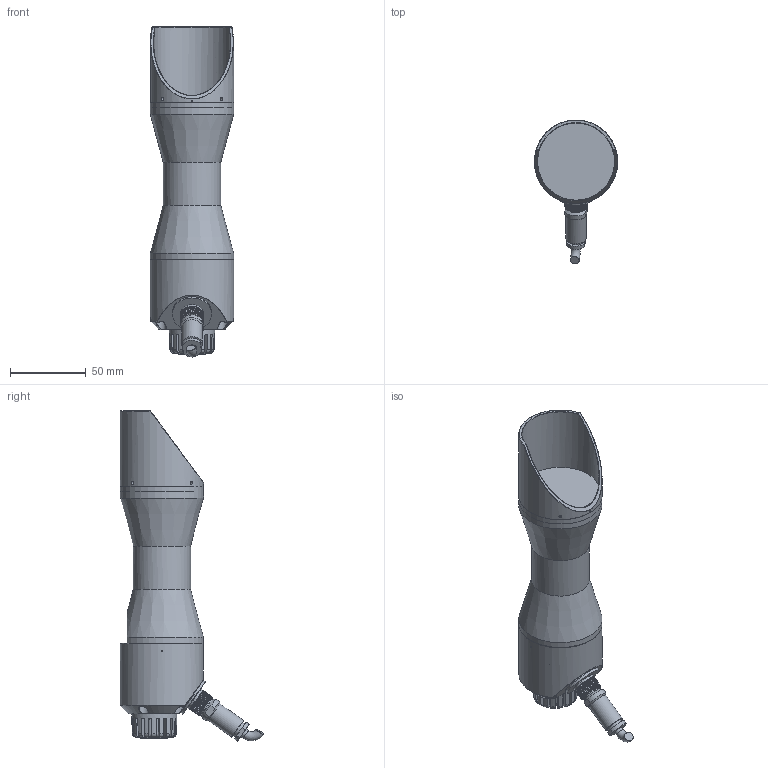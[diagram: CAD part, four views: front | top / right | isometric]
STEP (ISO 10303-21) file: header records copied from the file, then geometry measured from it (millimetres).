
FILE_DESCRIPTION (( 'STEP AP203' ), '1' );
FILE_NAME ('MS-56_Model.STEP', '2020-09-29T08:21:17', ( '' ), ( '' ), 'SwSTEP 2.0', 'SolidWorks 2017', '' );
FILE_SCHEMA (( 'CONFIG_CONTROL_DESIGN' ));
Length unit declared in the file: millimetre
Products named in the file (1): MS-56_Model
Bounding box: 55 x 94.8 x 218.03 mm (x, y, z)
Volume: 315240 mm3; surface area: 63674 mm2
Topology: 9 solids, 9 shells, 412 faces, 1091 edges, 711 vertices
Faces by surface type: plane 213, cylinder 113, torus 49, bspline 19, cone 9, sphere 9
Full cylindrical faces by diameter (mm): 2 x4, 3.4 x4, 6 x1, 6.5 x4, 10.5 x1, 12 x2, 12.5 x1, 13.5 x1, 14 x1, 15 x1, 15.5 x1, 22 x1, 22.2 x1, 25.5 x1, 26 x1, 34.4 x1, 37.5 x1, 38 x1, 42.1 x1, 50.9 x1, 51 x1, 55 x4
Entity records: 14576 total; most frequent: CARTESIAN_POINT 4952, ORIENTED_EDGE 2054, DIRECTION 1865, EDGE_CURVE 1027, AXIS2_PLACEMENT_3D 779, VERTEX_POINT 693, EDGE_LOOP 490, FACE_OUTER_BOUND 450
